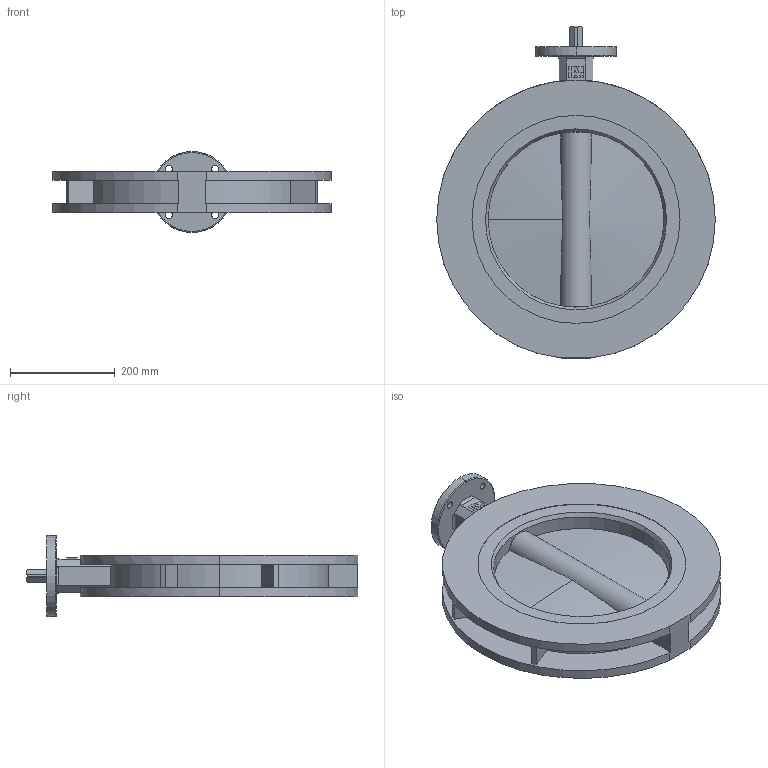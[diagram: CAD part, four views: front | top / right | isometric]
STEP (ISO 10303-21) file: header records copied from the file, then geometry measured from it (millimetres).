
FILE_DESCRIPTION (( 'STEP AP214' ), '1' );
FILE_NAME ('D40350.__.step', '2013-07-30T15:15:30', ( 'mbuehlmann' ), ( '' ), 'SwSTEP 2.0', 'SolidWorks 2012', '' );
FILE_SCHEMA (( 'AUTOMOTIVE_DESIGN' ));
Length unit declared in the file: millimetre
Products named in the file (6): ia-scheibe250_ia-scheibe350; ia-Dichtungbasic_Dichtung350; ia-Logo20; ia-4kt_ia-4kt350; BO.D40350.__; D40350.__
Assembly tree (5 placements, depth 2):
  D40350.__
    BO.D40350.__
    ia-4kt_ia-4kt350
    ia-Logo20
    ia-Dichtungbasic_Dichtung350
    ia-scheibe250_ia-scheibe350
Bounding box: 533 x 635 x 155 mm (x, y, z)
Volume: 9524405.3 mm3; surface area: 1134443.4 mm2
Topology: 5 solids, 5 shells, 138 faces, 366 edges, 238 vertices
Faces by surface type: plane 66, cylinder 42, cone 16, torus 12, sphere 2
Entity records: 4784 total; most frequent: CARTESIAN_POINT 1102, DIRECTION 728, ORIENTED_EDGE 726, EDGE_CURVE 363, AXIS2_PLACEMENT_3D 265, VERTEX_POINT 237, VECTOR 198, LINE 198
